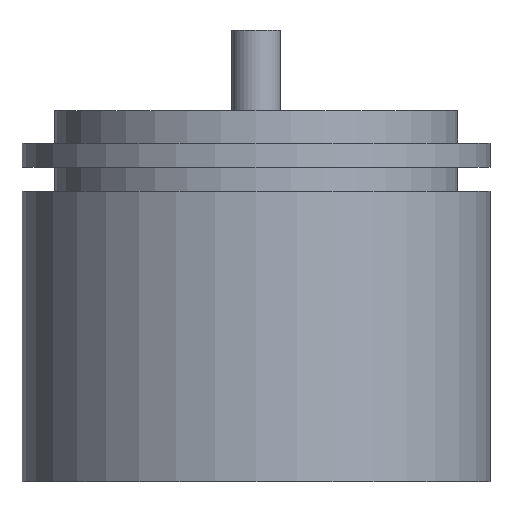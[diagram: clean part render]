
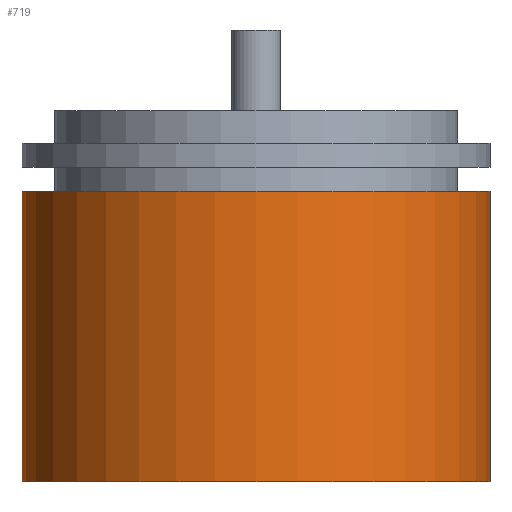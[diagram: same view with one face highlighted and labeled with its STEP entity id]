
A CAD part, front view. The second image highlights one B-rep face of the part: STEP entity #719.
In plain terms, the highlighted cylindrical face has radius 29 mm (diameter 58 mm), a partial arc.
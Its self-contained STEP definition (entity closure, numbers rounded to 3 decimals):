
#13=CARTESIAN_POINT('',(0.,0.,-18.));
#14=DIRECTION('',(0.,0.,1.));
#15=DIRECTION('',(-1.,0.,0.));
#16=AXIS2_PLACEMENT_3D('',#13,#14,#15);
#21=DIRECTION('',(0.,0.,1.));
#22=VECTOR('',#21,36.);
#23=CARTESIAN_POINT('',(29.,0.,-18.));
#24=LINE('',#23,#22);
#76=DIRECTION('',(0.,0.,1.));
#77=VECTOR('',#76,36.);
#78=CARTESIAN_POINT('',(-29.,0.,-18.));
#79=LINE('',#78,#77);
#91=CARTESIAN_POINT('',(0.,0.,18.));
#92=DIRECTION('',(0.,0.,1.));
#93=DIRECTION('',(-1.,0.,0.));
#94=AXIS2_PLACEMENT_3D('',#91,#92,#93);
#551=CARTESIAN_POINT('',(29.,0.,-18.));
#552=CARTESIAN_POINT('',(-29.,0.,-18.));
#553=VERTEX_POINT('',#551);
#554=VERTEX_POINT('',#552);
#555=CARTESIAN_POINT('',(29.,0.,18.));
#556=CARTESIAN_POINT('',(-29.,0.,18.));
#557=VERTEX_POINT('',#555);
#558=VERTEX_POINT('',#556);
#707=CARTESIAN_POINT('',(0.,0.,-18.));
#708=DIRECTION('',(0.,0.,1.));
#709=DIRECTION('',(1.,0.,0.));
#710=AXIS2_PLACEMENT_3D('',#707,#708,#709);
#711=CYLINDRICAL_SURFACE('',#710,29.);
#712=ORIENTED_EDGE('',*,*,#649,.F.);
#713=ORIENTED_EDGE('',*,*,#676,.T.);
#715=ORIENTED_EDGE('',*,*,#714,.T.);
#716=ORIENTED_EDGE('',*,*,#672,.F.);
#717=EDGE_LOOP('',(#712,#713,#715,#716));
#718=FACE_OUTER_BOUND('',#717,.F.);
#17=CIRCLE('',#16,29.);
#95=CIRCLE('',#94,29.);
#649=EDGE_CURVE('',#554,#553,#17,.T.);
#672=EDGE_CURVE('',#553,#557,#24,.T.);
#676=EDGE_CURVE('',#554,#558,#79,.T.);
#714=EDGE_CURVE('',#558,#557,#95,.T.);
#719=ADVANCED_FACE('',(#718),#711,.T.);
